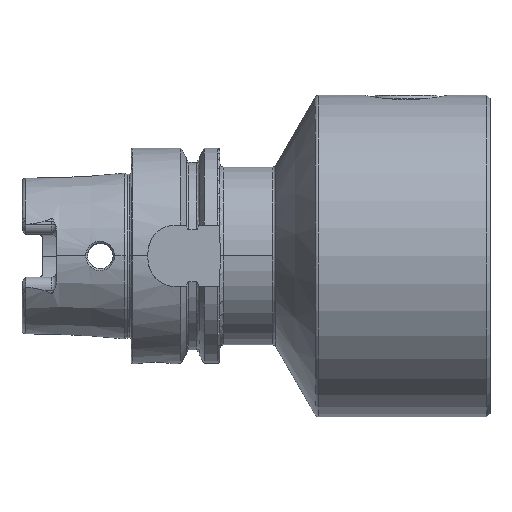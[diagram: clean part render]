
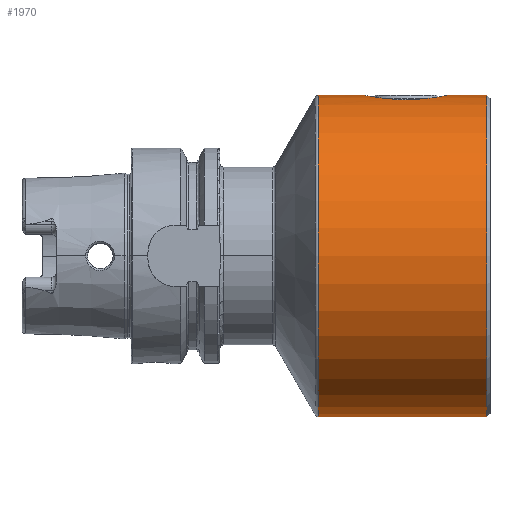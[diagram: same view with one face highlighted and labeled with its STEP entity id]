
A CAD part, top view. The second image highlights one B-rep face of the part: STEP entity #1970.
In plain terms, the highlighted cylindrical face has radius 47 mm (diameter 94 mm), a partial arc.
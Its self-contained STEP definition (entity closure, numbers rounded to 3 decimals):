
#31 = EDGE_CURVE ( 'NONE', #5844, #7395, #6525, .T. ) ;
#704 = CARTESIAN_POINT ( 'NONE',  ( 54.702, -47., 0. ) ) ;
#716 = CARTESIAN_POINT ( 'NONE',  ( 54.702, 47., 0. ) ) ;
#729 = AXIS2_PLACEMENT_3D ( 'NONE', #8279, #8366, #8292 ) ;
#801 = CARTESIAN_POINT ( 'NONE',  ( 80.45, 45.705, 10.955 ) ) ;
#856 = CARTESIAN_POINT ( 'NONE',  ( 74.238, 46.043, 9.439 ) ) ;
#1102 = AXIS2_PLACEMENT_3D ( 'NONE', #6322, #6310, #6297 ) ;
#1156 = EDGE_CURVE ( 'NONE', #4245, #7621, #4963, .T. ) ;
#1173 = CARTESIAN_POINT ( 'NONE',  ( 92.7, 47., 0. ) ) ;
#1190 = CARTESIAN_POINT ( 'NONE',  ( 92.7, 47., 0.769 ) ) ;
#1192 = CARTESIAN_POINT ( 'NONE',  ( 68.222, 46.995, 0.758 ) ) ;
#1210 = CARTESIAN_POINT ( 'NONE',  ( 92.61, 46.981, 1.523 ) ) ;
#1221 = CARTESIAN_POINT ( 'NONE',  ( 92.346, 46.928, 2.631 ) ) ;
#1239 = CARTESIAN_POINT ( 'NONE',  ( 92.237, 46.906, 2.997 ) ) ;
#1250 = CARTESIAN_POINT ( 'NONE',  ( 91.974, 46.854, 3.721 ) ) ;
#1267 = CARTESIAN_POINT ( 'NONE',  ( 91.824, 46.825, 4.071 ) ) ;
#1278 = CARTESIAN_POINT ( 'NONE',  ( 91.32, 46.729, 5.089 ) ) ;
#1294 = CARTESIAN_POINT ( 'NONE',  ( 90.915, 46.654, 5.724 ) ) ;
#1323 = CARTESIAN_POINT ( 'NONE',  ( 90.208, 46.533, 6.615 ) ) ;
#1333 = EDGE_CURVE ( 'NONE', #7395, #6923, #7634, .T. ) ;
#1387 = CARTESIAN_POINT ( 'NONE',  ( 89.954, 46.491, 6.904 ) ) ;
#1447 = CARTESIAN_POINT ( 'NONE',  ( 89.424, 46.407, 7.449 ) ) ;
#1459 = CARTESIAN_POINT ( 'NONE',  ( 89.147, 46.364, 7.707 ) ) ;
#1482 = CARTESIAN_POINT ( 'NONE',  ( 88.284, 46.239, 8.437 ) ) ;
#1528 = CARTESIAN_POINT ( 'NONE',  ( 87.665, 46.157, 8.868 ) ) ;
#1567 = CARTESIAN_POINT ( 'NONE',  ( 86.674, 46.044, 9.432 ) ) ;
#1577 = CARTESIAN_POINT ( 'NONE',  ( 86.331, 46.008, 9.607 ) ) ;
#1596 = CARTESIAN_POINT ( 'NONE',  ( 85.638, 45.941, 9.923 ) ) ;
#1634 = CARTESIAN_POINT ( 'NONE',  ( 85.287, 45.91, 10.064 ) ) ;
#1646 = CARTESIAN_POINT ( 'NONE',  ( 84.217, 45.826, 10.443 ) ) ;
#1802 = CARTESIAN_POINT ( 'NONE',  ( 83.483, 45.781, 10.634 ) ) ;
#1906 = CARTESIAN_POINT ( 'NONE',  ( 82.353, 45.736, 10.827 ) ) ;
#1907 = CARTESIAN_POINT ( 'NONE',  ( 68.379, 46.963, 1.898 ) ) ;
#1970 = ADVANCED_FACE ( 'NONE', ( #4399 ), #4327, .T. ) ;
#1975 = CARTESIAN_POINT ( 'NONE',  ( 81.97, 45.724, 10.875 ) ) ;
#2019 = CARTESIAN_POINT ( 'NONE',  ( 76.333, 45.853, 10.319 ) ) ;
#2066 = ORIENTED_EDGE ( 'NONE', *, *, #7770, .F. ) ;
#2081 = ORIENTED_EDGE ( 'NONE', *, *, #31, .F. ) ;
#2109 = CARTESIAN_POINT ( 'NONE',  ( 81.209, 45.709, 10.939 ) ) ;
#2189 = EDGE_CURVE ( 'NONE', #5844, #6619, #4110, .T. ) ;
#2212 = CARTESIAN_POINT ( 'NONE',  ( 80.45, 45.705, 10.955 ) ) ;
#2213 = CARTESIAN_POINT ( 'NONE',  ( 77.431, 45.785, 10.62 ) ) ;
#2263 = CARTESIAN_POINT ( 'NONE',  ( 80.829, 45.705, 10.955 ) ) ;
#2332 = EDGE_CURVE ( 'NONE', #6619, #6740, #3945, .T. ) ;
#2521 = ORIENTED_EDGE ( 'NONE', *, *, #3303, .F. ) ;
#2761 = DIRECTION ( 'NONE',  ( 1., 0., 0. ) ) ;
#2768 = CARTESIAN_POINT ( 'NONE',  ( 105., -47., 0. ) ) ;
#3179 = CARTESIAN_POINT ( 'NONE',  ( 72.623, 46.238, 8.443 ) ) ;
#3188 = ORIENTED_EDGE ( 'NONE', *, *, #2332, .T. ) ;
#3303 = EDGE_CURVE ( 'NONE', #6923, #4245, #3977, .T. ) ;
#3414 = ORIENTED_EDGE ( 'NONE', *, *, #1333, .F. ) ;
#3587 = ORIENTED_EDGE ( 'NONE', *, *, #1156, .F. ) ;
#3701 = ORIENTED_EDGE ( 'NONE', *, *, #2189, .T. ) ;
#3945 = LINE ( 'NONE', #2768, #3976 ) ;
#3976 = VECTOR ( 'NONE', #2761, 1000. ) ;
#3977 = B_SPLINE_CURVE_WITH_KNOTS ( 'NONE', 3,
 ( #2212, #2263, #2109, #1975, #1906, #1802, #1646, #1634, #1596, #1577, #1567, #1528, #1482, #1459, #1447, #1387, #1323, #1294, #1278, #1267, #1250, #1239, #1221, #1210, #1190, #1173 ),
 .UNSPECIFIED., .F., .F.,
 ( 4, 2, 2, 2, 2, 2, 2, 2, 2, 2, 2, 2, 4 ),
 ( 0.028, 0.029, 0.03, 0.032, 0.033, 0.034, 0.037, 0.038, 0.039, 0.041, 0.042, 0.044, 0.046 ),
 .UNSPECIFIED. ) ;
#4110 = CIRCLE ( 'NONE', #6643, 47. ) ;
#4245 = VERTEX_POINT ( 'NONE', #6454 ) ;
#4316 = DIRECTION ( 'NONE',  ( 0., 1., 0. ) ) ;
#4327 = CYLINDRICAL_SURFACE ( 'NONE', #729, 47. ) ;
#4328 = DIRECTION ( 'NONE',  ( 1., 0., 0. ) ) ;
#4336 = CARTESIAN_POINT ( 'NONE',  ( 54.702, 0., 0. ) ) ;
#4399 = FACE_OUTER_BOUND ( 'NONE', #7427, .T. ) ;
#4745 = CARTESIAN_POINT ( 'NONE',  ( 104.1, -47., 0. ) ) ;
#4878 = DIRECTION ( 'NONE',  ( 1., 0., 0. ) ) ;
#4919 = VECTOR ( 'NONE', #4878, 1000. ) ;
#4921 = CARTESIAN_POINT ( 'NONE',  ( 105., 47., 0. ) ) ;
#4963 = LINE ( 'NONE', #4921, #4919 ) ;
#5758 = CARTESIAN_POINT ( 'NONE',  ( 78.937, 45.721, 10.893 ) ) ;
#5844 = VERTEX_POINT ( 'NONE', #716 ) ;
#5992 = CIRCLE ( 'NONE', #1102, 47. ) ;
#6297 = DIRECTION ( 'NONE',  ( 0., 1., 0. ) ) ;
#6310 = DIRECTION ( 'NONE',  ( 1., 0., 0. ) ) ;
#6322 = CARTESIAN_POINT ( 'NONE',  ( 104.1, 0., 0. ) ) ;
#6374 = DIRECTION ( 'NONE',  ( 1., 0., 0. ) ) ;
#6454 = CARTESIAN_POINT ( 'NONE',  ( 92.7, 47., 0. ) ) ;
#6464 = VECTOR ( 'NONE', #6374, 1000. ) ;
#6525 = LINE ( 'NONE', #6632, #6464 ) ;
#6604 = CARTESIAN_POINT ( 'NONE',  ( 68.644, 46.91, 3.008 ) ) ;
#6619 = VERTEX_POINT ( 'NONE', #704 ) ;
#6632 = CARTESIAN_POINT ( 'NONE',  ( 105., 47., 0. ) ) ;
#6643 = AXIS2_PLACEMENT_3D ( 'NONE', #4336, #4328, #4316 ) ;
#6740 = VERTEX_POINT ( 'NONE', #4745 ) ;
#6894 = CARTESIAN_POINT ( 'NONE',  ( 79.693, 45.705, 10.955 ) ) ;
#6923 = VERTEX_POINT ( 'NONE', #7161 ) ;
#6996 = CARTESIAN_POINT ( 'NONE',  ( 104.1, 47., 0. ) ) ;
#7161 = CARTESIAN_POINT ( 'NONE',  ( 80.45, 45.705, 10.955 ) ) ;
#7229 = CARTESIAN_POINT ( 'NONE',  ( 75.269, 45.94, 9.926 ) ) ;
#7293 = CARTESIAN_POINT ( 'NONE',  ( 77.806, 45.766, 10.7 ) ) ;
#7395 = VERTEX_POINT ( 'NONE', #8299 ) ;
#7427 = EDGE_LOOP ( 'NONE', ( #3701, #3188, #2066, #3587, #2521, #3414, #2081 ) ) ;
#7621 = VERTEX_POINT ( 'NONE', #6996 ) ;
#7634 = B_SPLINE_CURVE_WITH_KNOTS ( 'NONE', 3,
 ( #8601, #8627, #1192, #8610, #1907, #6604, #8319, #8177, #8101, #8098, #7925, #3179, #7941, #856, #7883, #7229, #7763, #2019, #7637, #2213, #7293, #5758, #6894, #801 ),
 .UNSPECIFIED., .F., .F.,
 ( 4, 2, 2, 2, 2, 2, 2, 2, 2, 2, 2, 4 ),
 ( 0.009, 0.011, 0.012, 0.014, 0.016, 0.018, 0.021, 0.022, 0.023, 0.024, 0.025, 0.028 ),
 .UNSPECIFIED. ) ;
#7637 = CARTESIAN_POINT ( 'NONE',  ( 76.695, 45.828, 10.429 ) ) ;
#7763 = CARTESIAN_POINT ( 'NONE',  ( 75.62, 45.909, 10.067 ) ) ;
#7770 = EDGE_CURVE ( 'NONE', #7621, #6740, #5992, .T. ) ;
#7883 = CARTESIAN_POINT ( 'NONE',  ( 74.579, 46.007, 9.612 ) ) ;
#7925 = CARTESIAN_POINT ( 'NONE',  ( 71.469, 46.406, 7.467 ) ) ;
#7941 = CARTESIAN_POINT ( 'NONE',  ( 73.244, 46.156, 8.874 ) ) ;
#8098 = CARTESIAN_POINT ( 'NONE',  ( 70.932, 46.492, 6.917 ) ) ;
#8101 = CARTESIAN_POINT ( 'NONE',  ( 69.991, 46.653, 5.732 ) ) ;
#8177 = CARTESIAN_POINT ( 'NONE',  ( 69.582, 46.728, 5.093 ) ) ;
#8279 = CARTESIAN_POINT ( 'NONE',  ( 105., 0., 0. ) ) ;
#8292 = DIRECTION ( 'NONE',  ( 0., 1., 0. ) ) ;
#8299 = CARTESIAN_POINT ( 'NONE',  ( 68.2, 47., 0. ) ) ;
#8319 = CARTESIAN_POINT ( 'NONE',  ( 68.903, 46.858, 3.72 ) ) ;
#8366 = DIRECTION ( 'NONE',  ( 1., 0., 0. ) ) ;
#8601 = CARTESIAN_POINT ( 'NONE',  ( 68.2, 47., 0. ) ) ;
#8610 = CARTESIAN_POINT ( 'NONE',  ( 68.312, 46.977, 1.519 ) ) ;
#8627 = CARTESIAN_POINT ( 'NONE',  ( 68.2, 47., 0.379 ) ) ;
